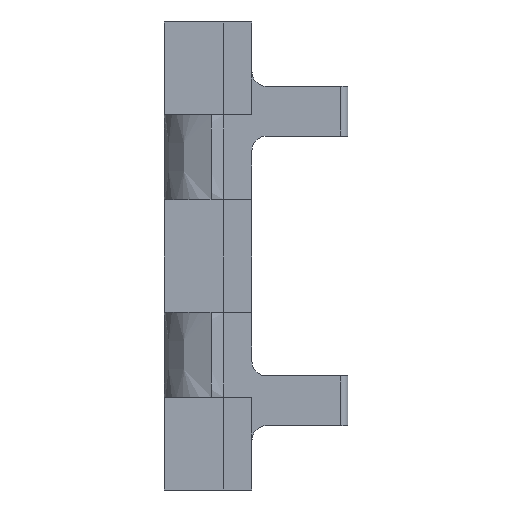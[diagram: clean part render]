
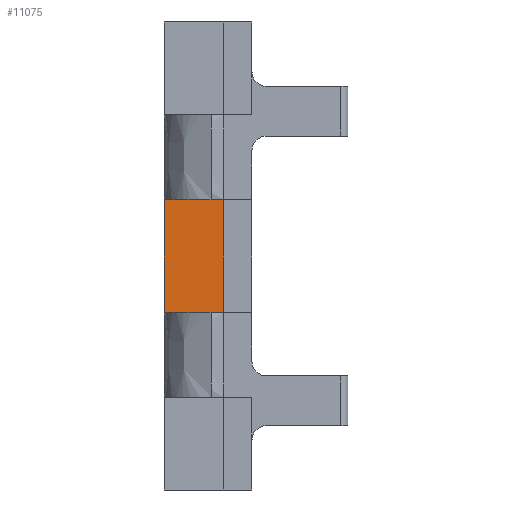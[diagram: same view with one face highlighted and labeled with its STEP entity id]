
A CAD part, left-side view. The second image highlights one B-rep face of the part: STEP entity #11075.
In plain terms, the highlighted planar face has unit normal (-1, 0, 0).
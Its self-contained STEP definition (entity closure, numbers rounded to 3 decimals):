
#3058 = PLANE('',#3059);
#3059 = AXIS2_PLACEMENT_3D('',#3060,#3061,#3062);
#3060 = CARTESIAN_POINT('',(15.015,6.007,0.));
#3061 = DIRECTION('',(-0.,-1.,0.));
#3062 = DIRECTION('',(-1.,0.,0.));
#7464 = VERTEX_POINT('',#7465);
#7465 = CARTESIAN_POINT('',(-13.25,6.007,19.85));
#7478 = PLANE('',#7479);
#7479 = AXIS2_PLACEMENT_3D('',#7480,#7481,#7482);
#7480 = CARTESIAN_POINT('',(-13.25,0.,19.85));
#7481 = DIRECTION('',(0.,0.,1.));
#7482 = DIRECTION('',(-1.,0.,0.));
#7489 = EDGE_CURVE('',#7490,#7464,#7492,.T.);
#7490 = VERTEX_POINT('',#7491);
#7491 = CARTESIAN_POINT('',(-13.25,6.007,12.15));
#7492 = SURFACE_CURVE('',#7493,(#7497,#7503),.PCURVE_S1.);
#7493 = LINE('',#7494,#7495);
#7494 = CARTESIAN_POINT('',(-13.25,6.007,6.075));
#7495 = VECTOR('',#7496,1.);
#7496 = DIRECTION('',(0.,0.,1.));
#7497 = PCURVE('',#3058,#7498);
#7498 = DEFINITIONAL_REPRESENTATION('',(#7499),#7502);
#7499 = B_SPLINE_CURVE_WITH_KNOTS('',1,(#7500,#7501),.UNSPECIFIED.,.F.,
  .F.,(2,2),(6.075,13.775),.PIECEWISE_BEZIER_KNOTS.);
#7500 = CARTESIAN_POINT('',(28.265,-12.15));
#7501 = CARTESIAN_POINT('',(28.265,-19.85));
#7502 = ( GEOMETRIC_REPRESENTATION_CONTEXT(2) 
PARAMETRIC_REPRESENTATION_CONTEXT() REPRESENTATION_CONTEXT('2D SPACE',''
  ) );
#7503 = PCURVE('',#7504,#7509);
#7504 = PLANE('',#7505);
#7505 = AXIS2_PLACEMENT_3D('',#7506,#7507,#7508);
#7506 = CARTESIAN_POINT('',(-13.25,0.,12.15));
#7507 = DIRECTION('',(1.,0.,0.));
#7508 = DIRECTION('',(0.,0.,1.));
#7509 = DEFINITIONAL_REPRESENTATION('',(#7510),#7513);
#7510 = B_SPLINE_CURVE_WITH_KNOTS('',1,(#7511,#7512),.UNSPECIFIED.,.F.,
  .F.,(2,2),(6.075,13.775),.PIECEWISE_BEZIER_KNOTS.);
#7511 = CARTESIAN_POINT('',(0.,-6.007));
#7512 = CARTESIAN_POINT('',(7.7,-6.007));
#7513 = ( GEOMETRIC_REPRESENTATION_CONTEXT(2) 
PARAMETRIC_REPRESENTATION_CONTEXT() REPRESENTATION_CONTEXT('2D SPACE',''
  ) );
#7530 = PLANE('',#7531);
#7531 = AXIS2_PLACEMENT_3D('',#7532,#7533,#7534);
#7532 = CARTESIAN_POINT('',(-18.75,0.,12.15));
#7533 = DIRECTION('',(0.,0.,-1.));
#7534 = DIRECTION('',(1.,0.,0.));
#10049 = VERTEX_POINT('',#10050);
#10050 = CARTESIAN_POINT('',(-13.25,1.931,12.15));
#10095 = PLANE('',#10096);
#10096 = AXIS2_PLACEMENT_3D('',#10097,#10098,#10099);
#10097 = CARTESIAN_POINT('',(-13.25,1.931,0.));
#10098 = DIRECTION('',(1.,0.,0.));
#10099 = DIRECTION('',(0.,-1.,0.));
#10785 = EDGE_CURVE('',#10049,#7490,#10786,.T.);
#10786 = SURFACE_CURVE('',#10787,(#10791,#10798),.PCURVE_S1.);
#10787 = LINE('',#10788,#10789);
#10788 = CARTESIAN_POINT('',(-13.25,0.,12.15));
#10789 = VECTOR('',#10790,1.);
#10790 = DIRECTION('',(0.,1.,0.));
#10791 = PCURVE('',#7530,#10792);
#10792 = DEFINITIONAL_REPRESENTATION('',(#10793),#10797);
#10793 = LINE('',#10794,#10795);
#10794 = CARTESIAN_POINT('',(5.5,0.));
#10795 = VECTOR('',#10796,1.);
#10796 = DIRECTION('',(0.,-1.));
#10797 = ( GEOMETRIC_REPRESENTATION_CONTEXT(2) 
PARAMETRIC_REPRESENTATION_CONTEXT() REPRESENTATION_CONTEXT('2D SPACE',''
  ) );
#10798 = PCURVE('',#7504,#10799);
#10799 = DEFINITIONAL_REPRESENTATION('',(#10800),#10804);
#10800 = LINE('',#10801,#10802);
#10801 = CARTESIAN_POINT('',(0.,0.));
#10802 = VECTOR('',#10803,1.);
#10803 = DIRECTION('',(0.,-1.));
#10804 = ( GEOMETRIC_REPRESENTATION_CONTEXT(2) 
PARAMETRIC_REPRESENTATION_CONTEXT() REPRESENTATION_CONTEXT('2D SPACE',''
  ) );
#11075 = ADVANCED_FACE('',(#11076),#7504,.F.);
#11076 = FACE_BOUND('',#11077,.F.);
#11077 = EDGE_LOOP('',(#11078,#11101,#11102,#11103));
#11078 = ORIENTED_EDGE('',*,*,#11079,.F.);
#11079 = EDGE_CURVE('',#10049,#11080,#11082,.T.);
#11080 = VERTEX_POINT('',#11081);
#11081 = CARTESIAN_POINT('',(-13.25,1.931,19.85));
#11082 = SURFACE_CURVE('',#11083,(#11087,#11094),.PCURVE_S1.);
#11083 = LINE('',#11084,#11085);
#11084 = CARTESIAN_POINT('',(-13.25,1.931,0.));
#11085 = VECTOR('',#11086,1.);
#11086 = DIRECTION('',(0.,0.,1.));
#11087 = PCURVE('',#7504,#11088);
#11088 = DEFINITIONAL_REPRESENTATION('',(#11089),#11093);
#11089 = LINE('',#11090,#11091);
#11090 = CARTESIAN_POINT('',(-12.15,-1.931));
#11091 = VECTOR('',#11092,1.);
#11092 = DIRECTION('',(1.,0.));
#11093 = ( GEOMETRIC_REPRESENTATION_CONTEXT(2) 
PARAMETRIC_REPRESENTATION_CONTEXT() REPRESENTATION_CONTEXT('2D SPACE',''
  ) );
#11094 = PCURVE('',#10095,#11095);
#11095 = DEFINITIONAL_REPRESENTATION('',(#11096),#11100);
#11096 = LINE('',#11097,#11098);
#11097 = CARTESIAN_POINT('',(0.,0.));
#11098 = VECTOR('',#11099,1.);
#11099 = DIRECTION('',(0.,-1.));
#11100 = ( GEOMETRIC_REPRESENTATION_CONTEXT(2) 
PARAMETRIC_REPRESENTATION_CONTEXT() REPRESENTATION_CONTEXT('2D SPACE',''
  ) );
#11101 = ORIENTED_EDGE('',*,*,#10785,.T.);
#11102 = ORIENTED_EDGE('',*,*,#7489,.T.);
#11103 = ORIENTED_EDGE('',*,*,#11104,.F.);
#11104 = EDGE_CURVE('',#11080,#7464,#11105,.T.);
#11105 = SURFACE_CURVE('',#11106,(#11110,#11117),.PCURVE_S1.);
#11106 = LINE('',#11107,#11108);
#11107 = CARTESIAN_POINT('',(-13.25,0.,19.85));
#11108 = VECTOR('',#11109,1.);
#11109 = DIRECTION('',(0.,1.,0.));
#11110 = PCURVE('',#7504,#11111);
#11111 = DEFINITIONAL_REPRESENTATION('',(#11112),#11116);
#11112 = LINE('',#11113,#11114);
#11113 = CARTESIAN_POINT('',(7.7,0.));
#11114 = VECTOR('',#11115,1.);
#11115 = DIRECTION('',(0.,-1.));
#11116 = ( GEOMETRIC_REPRESENTATION_CONTEXT(2) 
PARAMETRIC_REPRESENTATION_CONTEXT() REPRESENTATION_CONTEXT('2D SPACE',''
  ) );
#11117 = PCURVE('',#7478,#11118);
#11118 = DEFINITIONAL_REPRESENTATION('',(#11119),#11123);
#11119 = LINE('',#11120,#11121);
#11120 = CARTESIAN_POINT('',(0.,0.));
#11121 = VECTOR('',#11122,1.);
#11122 = DIRECTION('',(0.,-1.));
#11123 = ( GEOMETRIC_REPRESENTATION_CONTEXT(2) 
PARAMETRIC_REPRESENTATION_CONTEXT() REPRESENTATION_CONTEXT('2D SPACE',''
  ) );
